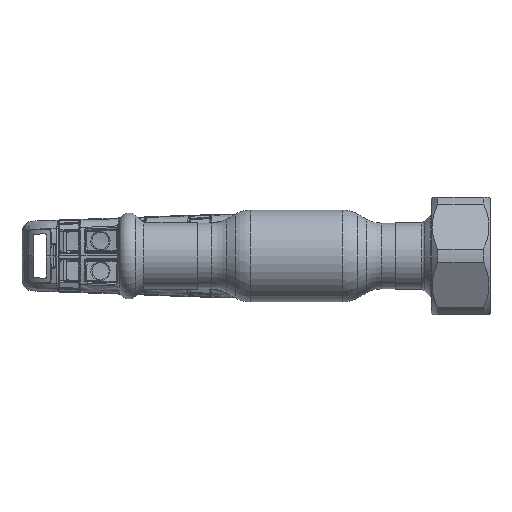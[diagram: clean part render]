
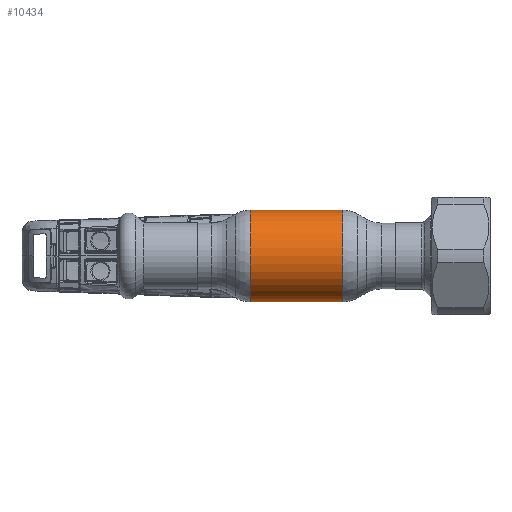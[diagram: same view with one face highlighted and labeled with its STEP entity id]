
A CAD part, front view. The second image highlights one B-rep face of the part: STEP entity #10434.
In plain terms, the highlighted cylindrical face has radius 12.5 mm (diameter 25 mm), a partial arc.
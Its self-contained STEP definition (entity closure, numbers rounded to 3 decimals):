
#927 = VERTEX_POINT ( 'NONE', #33743 ) ;
#3569 = DIRECTION ( 'NONE',  ( 0., 0., 1. ) ) ;
#4179 = EDGE_CURVE ( 'NONE', #22428, #61778, #17715, .T. ) ;
#5426 = EDGE_CURVE ( 'NONE', #16534, #61778, #19877, .T. ) ;
#8609 = CARTESIAN_POINT ( 'NONE',  ( 12.606, 0., 12.5 ) ) ;
#8643 = DIRECTION ( 'NONE',  ( -1., 0., 0. ) ) ;
#10004 = ORIENTED_EDGE ( 'NONE', *, *, #4179, .T. ) ;
#10434 = ADVANCED_FACE ( 'NONE', ( #61170 ), #13882, .T. ) ;
#10464 = ORIENTED_EDGE ( 'NONE', *, *, #22576, .T. ) ;
#12681 = CARTESIAN_POINT ( 'NONE',  ( -62.69, 0., 12.5 ) ) ;
#13882 = CYLINDRICAL_SURFACE ( 'NONE', #52122, 12.5 ) ;
#16534 = VERTEX_POINT ( 'NONE', #47618 ) ;
#17715 = LINE ( 'NONE', #12681, #42887 ) ;
#19877 = CIRCLE ( 'NONE', #45212, 12.5 ) ;
#22428 = VERTEX_POINT ( 'NONE', #8609 ) ;
#22576 = EDGE_CURVE ( 'NONE', #927, #22428, #42222, .T. ) ;
#22765 = CARTESIAN_POINT ( 'NONE',  ( -62.69, 0., -12.5 ) ) ;
#26746 = DIRECTION ( 'NONE',  ( -1., 0., 0. ) ) ;
#28381 = CARTESIAN_POINT ( 'NONE',  ( -12.606, 0., 0. ) ) ;
#29644 = ORIENTED_EDGE ( 'NONE', *, *, #44907, .F. ) ;
#33030 = DIRECTION ( 'NONE',  ( 0., 0., 1. ) ) ;
#33743 = CARTESIAN_POINT ( 'NONE',  ( 12.606, 0., -12.5 ) ) ;
#37942 = DIRECTION ( 'NONE',  ( -1., 0., 0. ) ) ;
#40024 = VECTOR ( 'NONE', #43005, 1000. ) ;
#42222 = CIRCLE ( 'NONE', #54745, 12.5 ) ;
#42887 = VECTOR ( 'NONE', #37942, 1000. ) ;
#43005 = DIRECTION ( 'NONE',  ( -1., 0., 0. ) ) ;
#44907 = EDGE_CURVE ( 'NONE', #927, #16534, #53402, .T. ) ;
#45212 = AXIS2_PLACEMENT_3D ( 'NONE', #28381, #48470, #33030 ) ;
#46601 = CARTESIAN_POINT ( 'NONE',  ( 12.606, 0., 0. ) ) ;
#47618 = CARTESIAN_POINT ( 'NONE',  ( -12.606, 0., -12.5 ) ) ;
#48470 = DIRECTION ( 'NONE',  ( -1., 0., 0. ) ) ;
#48878 = EDGE_LOOP ( 'NONE', ( #29644, #10464, #10004, #55997 ) ) ;
#51676 = DIRECTION ( 'NONE',  ( 0., 0., 1. ) ) ;
#52122 = AXIS2_PLACEMENT_3D ( 'NONE', #53286, #8643, #3569 ) ;
#53286 = CARTESIAN_POINT ( 'NONE',  ( -62.69, 0., 0. ) ) ;
#53402 = LINE ( 'NONE', #22765, #40024 ) ;
#54745 = AXIS2_PLACEMENT_3D ( 'NONE', #46601, #26746, #51676 ) ;
#55997 = ORIENTED_EDGE ( 'NONE', *, *, #5426, .F. ) ;
#56679 = CARTESIAN_POINT ( 'NONE',  ( -12.606, 0., 12.5 ) ) ;
#61170 = FACE_OUTER_BOUND ( 'NONE', #48878, .T. ) ;
#61778 = VERTEX_POINT ( 'NONE', #56679 ) ;
